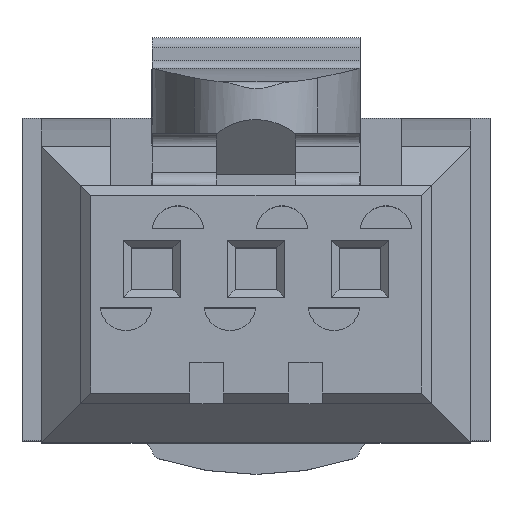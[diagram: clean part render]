
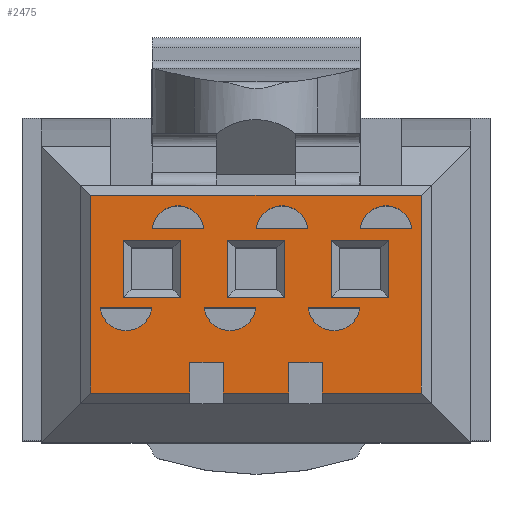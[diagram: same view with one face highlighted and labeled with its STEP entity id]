
A CAD part, top view. The second image highlights one B-rep face of the part: STEP entity #2475.
In plain terms, the highlighted planar face has unit normal (0, 0, 1).
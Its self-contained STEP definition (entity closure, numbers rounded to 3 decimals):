
#47=PLANE('',#2651);
#181=LINE('',#3704,#439);
#183=LINE('',#3708,#441);
#189=LINE('',#3722,#447);
#191=LINE('',#3726,#449);
#197=LINE('',#3740,#455);
#199=LINE('',#3744,#457);
#203=LINE('',#3753,#461);
#204=LINE('',#3754,#462);
#205=LINE('',#3755,#463);
#206=LINE('',#3756,#464);
#207=LINE('',#3757,#465);
#208=LINE('',#3758,#466);
#209=LINE('',#3759,#467);
#210=LINE('',#3762,#468);
#211=LINE('',#3764,#469);
#212=LINE('',#3766,#470);
#213=LINE('',#3768,#471);
#214=LINE('',#3770,#472);
#215=LINE('',#3772,#473);
#216=LINE('',#3774,#474);
#217=LINE('',#3776,#475);
#218=LINE('',#3778,#476);
#219=LINE('',#3780,#477);
#220=LINE('',#3782,#478);
#221=LINE('',#3786,#479);
#222=LINE('',#3787,#480);
#223=LINE('',#3791,#481);
#224=LINE('',#3795,#482);
#225=LINE('',#3802,#483);
#226=LINE('',#3806,#484);
#439=VECTOR('',#2930,1000.);
#441=VECTOR('',#2934,1000.);
#447=VECTOR('',#2942,1000.);
#449=VECTOR('',#2946,1000.);
#455=VECTOR('',#2954,1000.);
#457=VECTOR('',#2958,1000.);
#461=VECTOR('',#2964,1000.);
#462=VECTOR('',#2965,1000.);
#463=VECTOR('',#2966,1000.);
#464=VECTOR('',#2967,1000.);
#465=VECTOR('',#2968,1000.);
#466=VECTOR('',#2969,1000.);
#467=VECTOR('',#2970,1000.);
#468=VECTOR('',#2971,1000.);
#469=VECTOR('',#2972,1000.);
#470=VECTOR('',#2973,1000.);
#471=VECTOR('',#2974,1000.);
#472=VECTOR('',#2975,1000.);
#473=VECTOR('',#2976,1000.);
#474=VECTOR('',#2977,1000.);
#475=VECTOR('',#2978,1000.);
#476=VECTOR('',#2979,1000.);
#477=VECTOR('',#2980,1000.);
#478=VECTOR('',#2981,1000.);
#479=VECTOR('',#2984,1000.);
#480=VECTOR('',#2985,1000.);
#481=VECTOR('',#2988,1000.);
#482=VECTOR('',#2991,1000.);
#483=VECTOR('',#2996,1000.);
#484=VECTOR('',#2999,1000.);
#728=ORIENTED_EDGE('',*,*,#1416,.F.);
#729=ORIENTED_EDGE('',*,*,#1422,.F.);
#730=ORIENTED_EDGE('',*,*,#1418,.T.);
#731=ORIENTED_EDGE('',*,*,#1423,.T.);
#732=ORIENTED_EDGE('',*,*,#1408,.F.);
#733=ORIENTED_EDGE('',*,*,#1424,.F.);
#734=ORIENTED_EDGE('',*,*,#1410,.T.);
#735=ORIENTED_EDGE('',*,*,#1425,.T.);
#736=ORIENTED_EDGE('',*,*,#1400,.F.);
#737=ORIENTED_EDGE('',*,*,#1426,.F.);
#738=ORIENTED_EDGE('',*,*,#1402,.T.);
#739=ORIENTED_EDGE('',*,*,#1427,.T.);
#740=ORIENTED_EDGE('',*,*,#1428,.F.);
#741=ORIENTED_EDGE('',*,*,#1429,.F.);
#742=ORIENTED_EDGE('',*,*,#1430,.F.);
#743=ORIENTED_EDGE('',*,*,#1431,.T.);
#744=ORIENTED_EDGE('',*,*,#1432,.T.);
#745=ORIENTED_EDGE('',*,*,#1433,.F.);
#746=ORIENTED_EDGE('',*,*,#1434,.F.);
#747=ORIENTED_EDGE('',*,*,#1435,.F.);
#748=ORIENTED_EDGE('',*,*,#1436,.F.);
#749=ORIENTED_EDGE('',*,*,#1437,.F.);
#750=ORIENTED_EDGE('',*,*,#1438,.F.);
#751=ORIENTED_EDGE('',*,*,#1439,.F.);
#752=ORIENTED_EDGE('',*,*,#1440,.F.);
#753=ORIENTED_EDGE('',*,*,#1441,.F.);
#754=ORIENTED_EDGE('',*,*,#1442,.F.);
#755=ORIENTED_EDGE('',*,*,#1443,.F.);
#756=ORIENTED_EDGE('',*,*,#1444,.F.);
#757=ORIENTED_EDGE('',*,*,#1445,.F.);
#758=ORIENTED_EDGE('',*,*,#1446,.F.);
#759=ORIENTED_EDGE('',*,*,#1447,.F.);
#760=ORIENTED_EDGE('',*,*,#1448,.F.);
#761=ORIENTED_EDGE('',*,*,#1449,.F.);
#762=ORIENTED_EDGE('',*,*,#1450,.F.);
#763=ORIENTED_EDGE('',*,*,#1451,.F.);
#1400=EDGE_CURVE('',#1745,#1746,#181,.T.);
#1402=EDGE_CURVE('',#1747,#1748,#183,.T.);
#1408=EDGE_CURVE('',#1753,#1754,#189,.T.);
#1410=EDGE_CURVE('',#1755,#1756,#191,.T.);
#1416=EDGE_CURVE('',#1761,#1762,#197,.T.);
#1418=EDGE_CURVE('',#1763,#1764,#199,.T.);
#1422=EDGE_CURVE('',#1763,#1761,#203,.T.);
#1423=EDGE_CURVE('',#1764,#1762,#204,.T.);
#1424=EDGE_CURVE('',#1755,#1753,#205,.T.);
#1425=EDGE_CURVE('',#1756,#1754,#206,.T.);
#1426=EDGE_CURVE('',#1747,#1745,#207,.T.);
#1427=EDGE_CURVE('',#1748,#1746,#208,.T.);
#1428=EDGE_CURVE('',#1767,#1768,#209,.T.);
#1429=EDGE_CURVE('',#1769,#1767,#210,.T.);
#1430=EDGE_CURVE('',#1770,#1769,#211,.T.);
#1431=EDGE_CURVE('',#1770,#1771,#212,.T.);
#1432=EDGE_CURVE('',#1771,#1772,#213,.T.);
#1433=EDGE_CURVE('',#1773,#1772,#214,.T.);
#1434=EDGE_CURVE('',#1774,#1773,#215,.T.);
#1435=EDGE_CURVE('',#1775,#1774,#216,.T.);
#1436=EDGE_CURVE('',#1776,#1775,#217,.T.);
#1437=EDGE_CURVE('',#1777,#1776,#218,.T.);
#1438=EDGE_CURVE('',#1778,#1777,#219,.T.);
#1439=EDGE_CURVE('',#1768,#1778,#220,.T.);
#1440=EDGE_CURVE('',#1779,#1780,#1947,.T.);
#1441=EDGE_CURVE('',#1780,#1779,#221,.T.);
#1442=EDGE_CURVE('',#1781,#1782,#222,.T.);
#1443=EDGE_CURVE('',#1782,#1781,#1948,.T.);
#1444=EDGE_CURVE('',#1783,#1784,#223,.T.);
#1445=EDGE_CURVE('',#1784,#1783,#1949,.T.);
#1446=EDGE_CURVE('',#1785,#1786,#224,.T.);
#1447=EDGE_CURVE('',#1786,#1785,#1950,.T.);
#1448=EDGE_CURVE('',#1787,#1788,#1951,.T.);
#1449=EDGE_CURVE('',#1788,#1787,#225,.T.);
#1450=EDGE_CURVE('',#1789,#1790,#1952,.T.);
#1451=EDGE_CURVE('',#1790,#1789,#226,.T.);
#1745=VERTEX_POINT('',#3703);
#1746=VERTEX_POINT('',#3705);
#1747=VERTEX_POINT('',#3709);
#1748=VERTEX_POINT('',#3710);
#1753=VERTEX_POINT('',#3721);
#1754=VERTEX_POINT('',#3723);
#1755=VERTEX_POINT('',#3727);
#1756=VERTEX_POINT('',#3728);
#1761=VERTEX_POINT('',#3739);
#1762=VERTEX_POINT('',#3741);
#1763=VERTEX_POINT('',#3745);
#1764=VERTEX_POINT('',#3746);
#1767=VERTEX_POINT('',#3760);
#1768=VERTEX_POINT('',#3761);
#1769=VERTEX_POINT('',#3763);
#1770=VERTEX_POINT('',#3765);
#1771=VERTEX_POINT('',#3767);
#1772=VERTEX_POINT('',#3769);
#1773=VERTEX_POINT('',#3771);
#1774=VERTEX_POINT('',#3773);
#1775=VERTEX_POINT('',#3775);
#1776=VERTEX_POINT('',#3777);
#1777=VERTEX_POINT('',#3779);
#1778=VERTEX_POINT('',#3781);
#1779=VERTEX_POINT('',#3784);
#1780=VERTEX_POINT('',#3785);
#1781=VERTEX_POINT('',#3788);
#1782=VERTEX_POINT('',#3789);
#1783=VERTEX_POINT('',#3792);
#1784=VERTEX_POINT('',#3793);
#1785=VERTEX_POINT('',#3796);
#1786=VERTEX_POINT('',#3797);
#1787=VERTEX_POINT('',#3800);
#1788=VERTEX_POINT('',#3801);
#1789=VERTEX_POINT('',#3804);
#1790=VERTEX_POINT('',#3805);
#1947=CIRCLE('',#2652,0.5);
#1948=CIRCLE('',#2653,0.5);
#1949=CIRCLE('',#2654,0.5);
#1950=CIRCLE('',#2655,0.5);
#1951=CIRCLE('',#2656,0.5);
#1952=CIRCLE('',#2657,0.5);
#2037=EDGE_LOOP('',(#728,#729,#730,#731));
#2038=EDGE_LOOP('',(#732,#733,#734,#735));
#2039=EDGE_LOOP('',(#736,#737,#738,#739));
#2040=EDGE_LOOP('',(#740,#741,#742,#743,#744,#745,#746,#747,#748,#749,#750,
#751));
#2041=EDGE_LOOP('',(#752,#753));
#2042=EDGE_LOOP('',(#754,#755));
#2043=EDGE_LOOP('',(#756,#757));
#2044=EDGE_LOOP('',(#758,#759));
#2045=EDGE_LOOP('',(#760,#761));
#2046=EDGE_LOOP('',(#762,#763));
#2237=FACE_BOUND('',#2037,.T.);
#2238=FACE_BOUND('',#2038,.T.);
#2239=FACE_BOUND('',#2039,.T.);
#2240=FACE_BOUND('',#2040,.T.);
#2241=FACE_BOUND('',#2041,.T.);
#2242=FACE_BOUND('',#2042,.T.);
#2243=FACE_BOUND('',#2043,.T.);
#2244=FACE_BOUND('',#2044,.T.);
#2245=FACE_BOUND('',#2045,.T.);
#2246=FACE_BOUND('',#2046,.T.);
#2475=ADVANCED_FACE('',(#2237,#2238,#2239,#2240,#2241,#2242,#2243,#2244,
#2245,#2246),#47,.F.);
#2651=AXIS2_PLACEMENT_3D('',#3752,#2962,#2963);
#2652=AXIS2_PLACEMENT_3D('',#3783,#2982,#2983);
#2653=AXIS2_PLACEMENT_3D('',#3790,#2986,#2987);
#2654=AXIS2_PLACEMENT_3D('',#3794,#2989,#2990);
#2655=AXIS2_PLACEMENT_3D('',#3798,#2992,#2993);
#2656=AXIS2_PLACEMENT_3D('',#3799,#2994,#2995);
#2657=AXIS2_PLACEMENT_3D('',#3803,#2997,#2998);
#2930=DIRECTION('',(0.,-1.,0.));
#2934=DIRECTION('',(0.,-1.,0.));
#2942=DIRECTION('',(0.,-1.,0.));
#2946=DIRECTION('',(0.,-1.,0.));
#2954=DIRECTION('',(0.,-1.,0.));
#2958=DIRECTION('',(0.,-1.,0.));
#2962=DIRECTION('',(0.,0.,-1.));
#2963=DIRECTION('',(-1.,0.,0.));
#2964=DIRECTION('',(-1.,0.,0.));
#2965=DIRECTION('',(-1.,0.,0.));
#2966=DIRECTION('',(-1.,0.,0.));
#2967=DIRECTION('',(-1.,0.,0.));
#2968=DIRECTION('',(-1.,0.,0.));
#2969=DIRECTION('',(-1.,0.,0.));
#2970=DIRECTION('',(0.,1.,0.));
#2971=DIRECTION('',(-1.,0.,0.));
#2972=DIRECTION('',(0.,-1.,0.));
#2973=DIRECTION('',(-1.,0.,0.));
#2974=DIRECTION('',(0.,-1.,0.));
#2975=DIRECTION('',(-1.,0.,0.));
#2976=DIRECTION('',(0.,-1.,0.));
#2977=DIRECTION('',(-1.,0.,0.));
#2978=DIRECTION('',(0.,1.,0.));
#2979=DIRECTION('',(-1.,0.,0.));
#2980=DIRECTION('',(0.,-1.,0.));
#2981=DIRECTION('',(-1.,0.,0.));
#2982=DIRECTION('',(0.,0.,1.));
#2983=DIRECTION('',(1.,0.,0.));
#2984=DIRECTION('',(-1.,0.,0.));
#2985=DIRECTION('',(1.,0.,0.));
#2986=DIRECTION('',(0.,0.,1.));
#2987=DIRECTION('',(1.,0.,0.));
#2988=DIRECTION('',(1.,0.,0.));
#2989=DIRECTION('',(0.,0.,1.));
#2990=DIRECTION('',(1.,0.,0.));
#2991=DIRECTION('',(1.,0.,0.));
#2992=DIRECTION('',(0.,0.,1.));
#2993=DIRECTION('',(1.,0.,0.));
#2994=DIRECTION('',(0.,0.,1.));
#2995=DIRECTION('',(1.,0.,0.));
#2996=DIRECTION('',(-1.,0.,0.));
#2997=DIRECTION('',(0.,0.,1.));
#2998=DIRECTION('',(1.,0.,0.));
#2999=DIRECTION('',(-1.,0.,0.));
#3703=CARTESIAN_POINT('',(1.45,0.54,13.));
#3704=CARTESIAN_POINT('',(1.45,0.54,13.));
#3705=CARTESIAN_POINT('',(1.45,-0.56,13.));
#3708=CARTESIAN_POINT('',(2.55,0.54,13.));
#3709=CARTESIAN_POINT('',(2.55,0.54,13.));
#3710=CARTESIAN_POINT('',(2.55,-0.56,13.));
#3721=CARTESIAN_POINT('',(-0.55,0.54,13.));
#3722=CARTESIAN_POINT('',(-0.55,0.54,13.));
#3723=CARTESIAN_POINT('',(-0.55,-0.56,13.));
#3726=CARTESIAN_POINT('',(0.55,0.54,13.));
#3727=CARTESIAN_POINT('',(0.55,0.54,13.));
#3728=CARTESIAN_POINT('',(0.55,-0.56,13.));
#3739=CARTESIAN_POINT('',(-2.55,0.54,13.));
#3740=CARTESIAN_POINT('',(-2.55,0.54,13.));
#3741=CARTESIAN_POINT('',(-2.55,-0.56,13.));
#3744=CARTESIAN_POINT('',(-1.45,0.54,13.));
#3745=CARTESIAN_POINT('',(-1.45,0.54,13.));
#3746=CARTESIAN_POINT('',(-1.45,-0.56,13.));
#3752=CARTESIAN_POINT('',(4.15,1.4,13.));
#3753=CARTESIAN_POINT('',(4.15,0.54,13.));
#3754=CARTESIAN_POINT('',(4.15,-0.56,13.));
#3755=CARTESIAN_POINT('',(4.15,0.54,13.));
#3756=CARTESIAN_POINT('',(4.15,-0.56,13.));
#3757=CARTESIAN_POINT('',(4.15,0.54,13.));
#3758=CARTESIAN_POINT('',(4.15,-0.56,13.));
#3759=CARTESIAN_POINT('',(1.275,1.4,13.));
#3760=CARTESIAN_POINT('',(1.275,-2.4,13.));
#3761=CARTESIAN_POINT('',(1.275,-1.81,13.));
#3762=CARTESIAN_POINT('',(4.15,-2.4,13.));
#3763=CARTESIAN_POINT('',(3.18,-2.4,13.));
#3764=CARTESIAN_POINT('',(3.18,6.,13.));
#3765=CARTESIAN_POINT('',(3.18,1.4,13.));
#3766=CARTESIAN_POINT('',(4.15,1.4,13.));
#3767=CARTESIAN_POINT('',(-3.18,1.4,13.));
#3768=CARTESIAN_POINT('',(-3.18,6.,13.));
#3769=CARTESIAN_POINT('',(-3.18,-2.4,13.));
#3770=CARTESIAN_POINT('',(4.15,-2.4,13.));
#3771=CARTESIAN_POINT('',(-1.275,-2.4,13.));
#3772=CARTESIAN_POINT('',(-1.275,1.4,13.));
#3773=CARTESIAN_POINT('',(-1.275,-1.81,13.));
#3774=CARTESIAN_POINT('',(4.15,-1.81,13.));
#3775=CARTESIAN_POINT('',(-0.625,-1.81,13.));
#3776=CARTESIAN_POINT('',(-0.625,1.4,13.));
#3777=CARTESIAN_POINT('',(-0.625,-2.4,13.));
#3778=CARTESIAN_POINT('',(4.15,-2.4,13.));
#3779=CARTESIAN_POINT('',(0.625,-2.4,13.));
#3780=CARTESIAN_POINT('',(0.625,1.4,13.));
#3781=CARTESIAN_POINT('',(0.625,-1.81,13.));
#3782=CARTESIAN_POINT('',(4.15,-1.81,13.));
#3783=CARTESIAN_POINT('',(-2.5,-0.7,13.));
#3784=CARTESIAN_POINT('',(-2.996,-0.76,13.));
#3785=CARTESIAN_POINT('',(-2.004,-0.76,13.));
#3786=CARTESIAN_POINT('',(-2.004,-0.76,13.));
#3787=CARTESIAN_POINT('',(0.004,0.76,13.));
#3788=CARTESIAN_POINT('',(0.004,0.76,13.));
#3789=CARTESIAN_POINT('',(0.996,0.76,13.));
#3790=CARTESIAN_POINT('',(0.5,0.7,13.));
#3791=CARTESIAN_POINT('',(2.004,0.76,13.));
#3792=CARTESIAN_POINT('',(2.004,0.76,13.));
#3793=CARTESIAN_POINT('',(2.996,0.76,13.));
#3794=CARTESIAN_POINT('',(2.5,0.7,13.));
#3795=CARTESIAN_POINT('',(-1.996,0.76,13.));
#3796=CARTESIAN_POINT('',(-1.996,0.76,13.));
#3797=CARTESIAN_POINT('',(-1.004,0.76,13.));
#3798=CARTESIAN_POINT('',(-1.5,0.7,13.));
#3799=CARTESIAN_POINT('',(-0.5,-0.7,13.));
#3800=CARTESIAN_POINT('',(-0.996,-0.76,13.));
#3801=CARTESIAN_POINT('',(-0.004,-0.76,13.));
#3802=CARTESIAN_POINT('',(-0.004,-0.76,13.));
#3803=CARTESIAN_POINT('',(1.5,-0.7,13.));
#3804=CARTESIAN_POINT('',(1.004,-0.76,13.));
#3805=CARTESIAN_POINT('',(1.996,-0.76,13.));
#3806=CARTESIAN_POINT('',(1.996,-0.76,13.));
